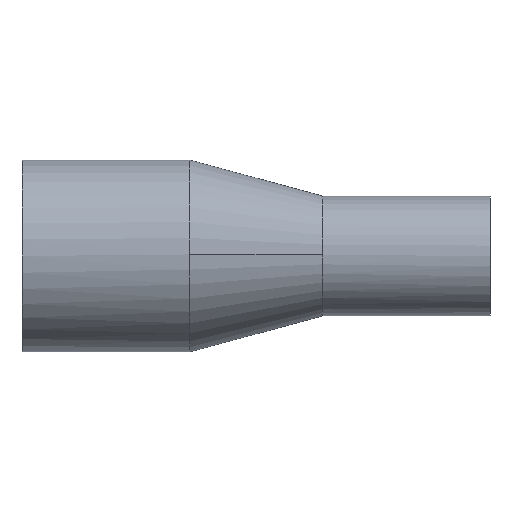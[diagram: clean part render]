
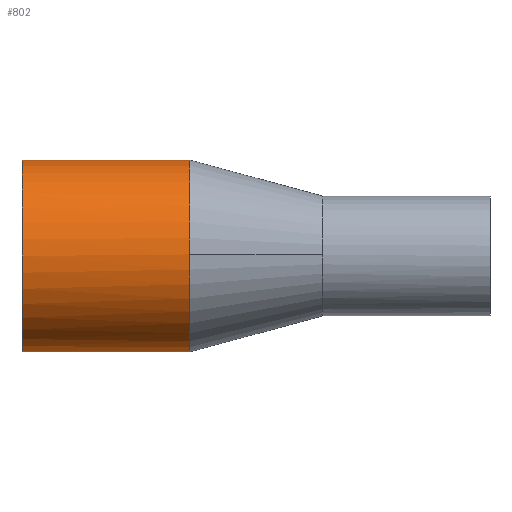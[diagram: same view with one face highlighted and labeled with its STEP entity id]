
A CAD part, left-side view. The second image highlights one B-rep face of the part: STEP entity #802.
In plain terms, the highlighted cylindrical face has radius 50.8 mm (diameter 101.6 mm), a partial arc.
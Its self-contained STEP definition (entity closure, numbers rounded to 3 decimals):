
#22 = CYLINDRICAL_SURFACE ( 'NONE', #837, 50.8 ) ;
#82 = DIRECTION ( 'NONE',  ( 0., 0., 1. ) ) ;
#91 = DIRECTION ( 'NONE',  ( 0., -1., 0. ) ) ;
#120 = ORIENTED_EDGE ( 'NONE', *, *, #490, .T. ) ;
#127 = DIRECTION ( 'NONE',  ( 0., -1., 0. ) ) ;
#145 = CIRCLE ( 'NONE', #233, 50.8 ) ;
#149 = ORIENTED_EDGE ( 'NONE', *, *, #1091, .T. ) ;
#166 = VECTOR ( 'NONE', #91, 1000. ) ;
#170 = CARTESIAN_POINT ( 'NONE',  ( 19.05, 158.85, 50.8 ) ) ;
#190 = DIRECTION ( 'NONE',  ( 0., 1., 0. ) ) ;
#196 = VERTEX_POINT ( 'NONE', #276 ) ;
#233 = AXIS2_PLACEMENT_3D ( 'NONE', #556, #474, #739 ) ;
#238 = ORIENTED_EDGE ( 'NONE', *, *, #478, .F. ) ;
#276 = CARTESIAN_POINT ( 'NONE',  ( 19.05, 70., 50.8 ) ) ;
#377 = CARTESIAN_POINT ( 'NONE',  ( 19.05, 70., -50.8 ) ) ;
#425 = VECTOR ( 'NONE', #127, 1000. ) ;
#474 = DIRECTION ( 'NONE',  ( 0., 1., 0. ) ) ;
#478 = EDGE_CURVE ( 'NONE', #689, #196, #645, .T. ) ;
#485 = ORIENTED_EDGE ( 'NONE', *, *, #946, .F. ) ;
#490 = EDGE_CURVE ( 'NONE', #540, #552, #583, .T. ) ;
#518 = EDGE_CURVE ( 'NONE', #552, #196, #145, .T. ) ;
#540 = VERTEX_POINT ( 'NONE', #377 ) ;
#552 = VERTEX_POINT ( 'NONE', #1113 ) ;
#556 = CARTESIAN_POINT ( 'NONE',  ( 19.05, 70., 0. ) ) ;
#583 = CIRCLE ( 'NONE', #792, 50.8 ) ;
#630 = FACE_OUTER_BOUND ( 'NONE', #709, .T. ) ;
#637 = CARTESIAN_POINT ( 'NONE',  ( 19.05, 70., 0. ) ) ;
#645 = LINE ( 'NONE', #170, #166 ) ;
#657 = CARTESIAN_POINT ( 'NONE',  ( 19.05, 158.85, -50.8 ) ) ;
#689 = VERTEX_POINT ( 'NONE', #814 ) ;
#709 = EDGE_LOOP ( 'NONE', ( #238, #485, #149, #120, #919 ) ) ;
#715 = CARTESIAN_POINT ( 'NONE',  ( 19.05, 158.85, -50.8 ) ) ;
#724 = DIRECTION ( 'NONE',  ( 0., 0., -1. ) ) ;
#739 = DIRECTION ( 'NONE',  ( 0., 0., 1. ) ) ;
#743 = AXIS2_PLACEMENT_3D ( 'NONE', #1107, #190, #836 ) ;
#792 = AXIS2_PLACEMENT_3D ( 'NONE', #637, #923, #82 ) ;
#802 = ADVANCED_FACE ( 'NONE', ( #630 ), #22, .T. ) ;
#814 = CARTESIAN_POINT ( 'NONE',  ( 19.05, 158.85, 50.8 ) ) ;
#817 = CARTESIAN_POINT ( 'NONE',  ( 19.05, 158.85, 0. ) ) ;
#836 = DIRECTION ( 'NONE',  ( 0., 0., 1. ) ) ;
#837 = AXIS2_PLACEMENT_3D ( 'NONE', #817, #1090, #724 ) ;
#849 = VERTEX_POINT ( 'NONE', #715 ) ;
#919 = ORIENTED_EDGE ( 'NONE', *, *, #518, .T. ) ;
#923 = DIRECTION ( 'NONE',  ( 0., 1., 0. ) ) ;
#946 = EDGE_CURVE ( 'NONE', #849, #689, #1127, .T. ) ;
#1090 = DIRECTION ( 'NONE',  ( 0., -1., 0. ) ) ;
#1091 = EDGE_CURVE ( 'NONE', #849, #540, #1154, .T. ) ;
#1107 = CARTESIAN_POINT ( 'NONE',  ( 19.05, 158.85, 0. ) ) ;
#1113 = CARTESIAN_POINT ( 'NONE',  ( -31.743, 70., 0.83 ) ) ;
#1127 = CIRCLE ( 'NONE', #743, 50.8 ) ;
#1154 = LINE ( 'NONE', #657, #425 ) ;
